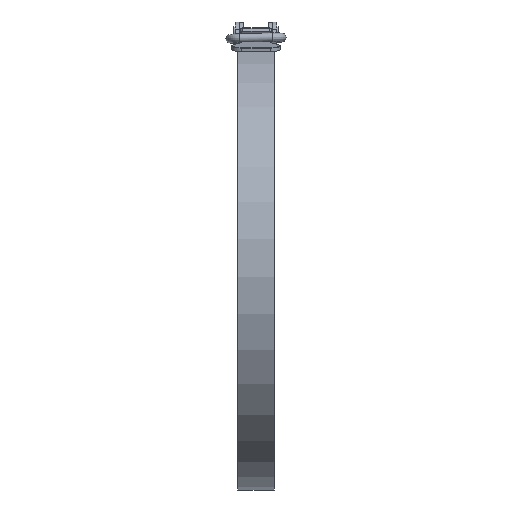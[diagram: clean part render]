
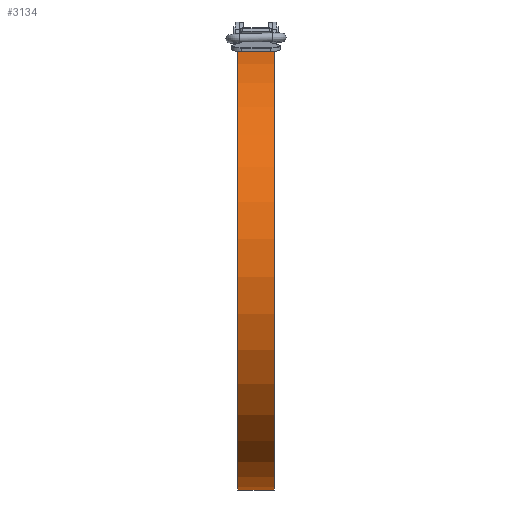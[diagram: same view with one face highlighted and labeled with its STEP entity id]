
A CAD part, left-side view. The second image highlights one B-rep face of the part: STEP entity #3134.
In plain terms, the highlighted cylindrical face has radius 110.8 mm (diameter 221.6 mm), a partial arc.
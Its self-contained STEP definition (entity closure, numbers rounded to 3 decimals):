
#89 = DIRECTION ( 'NONE',  ( 0., -1., 0. ) ) ;
#94 = DIRECTION ( 'NONE',  ( 0., 0., 1. ) ) ;
#366 = ORIENTED_EDGE ( 'NONE', *, *, #727, .F. ) ;
#727 = EDGE_CURVE ( 'NONE', #3307, #5211, #1228, .T. ) ;
#1071 = DIRECTION ( 'NONE',  ( 0., -1., 0. ) ) ;
#1080 = DIRECTION ( 'NONE',  ( 0., -1., 0. ) ) ;
#1120 = CARTESIAN_POINT ( 'NONE',  ( 0., 18., -110.8 ) ) ;
#1228 = CIRCLE ( 'NONE', #5196, 110.8 ) ;
#1435 = CYLINDRICAL_SURFACE ( 'NONE', #5292, 110.8 ) ;
#1551 = EDGE_CURVE ( 'NONE', #3307, #2054, #4815, .T. ) ;
#1839 = EDGE_LOOP ( 'NONE', ( #366, #4961, #2279, #4497 ) ) ;
#1880 = CARTESIAN_POINT ( 'NONE',  ( 0., 18., -110.8 ) ) ;
#1964 = CARTESIAN_POINT ( 'NONE',  ( 0., 18., 0. ) ) ;
#2019 = CARTESIAN_POINT ( 'NONE',  ( -28.23, 18., 107.143 ) ) ;
#2054 = VERTEX_POINT ( 'NONE', #2718 ) ;
#2261 = CIRCLE ( 'NONE', #5642, 110.8 ) ;
#2279 = ORIENTED_EDGE ( 'NONE', *, *, #2402, .T. ) ;
#2402 = EDGE_CURVE ( 'NONE', #2054, #3374, #2261, .T. ) ;
#2718 = CARTESIAN_POINT ( 'NONE',  ( 0., 0., -110.8 ) ) ;
#3134 = ADVANCED_FACE ( 'NONE', ( #4077 ), #1435, .T. ) ;
#3197 = DIRECTION ( 'NONE',  ( 0., 1., 0. ) ) ;
#3214 = EDGE_CURVE ( 'NONE', #5211, #3374, #4874, .T. ) ;
#3241 = CARTESIAN_POINT ( 'NONE',  ( -28.23, 0., 107.143 ) ) ;
#3307 = VERTEX_POINT ( 'NONE', #1120 ) ;
#3336 = CARTESIAN_POINT ( 'NONE',  ( 0., 0., 0. ) ) ;
#3374 = VERTEX_POINT ( 'NONE', #3241 ) ;
#3399 = DIRECTION ( 'NONE',  ( 0., 0., -1. ) ) ;
#3449 = VECTOR ( 'NONE', #1071, 1000. ) ;
#3627 = DIRECTION ( 'NONE',  ( 0., 1., 0. ) ) ;
#4034 = CARTESIAN_POINT ( 'NONE',  ( -28.23, 18., 107.143 ) ) ;
#4077 = FACE_OUTER_BOUND ( 'NONE', #1839, .T. ) ;
#4497 = ORIENTED_EDGE ( 'NONE', *, *, #3214, .F. ) ;
#4735 = VECTOR ( 'NONE', #1080, 1000. ) ;
#4765 = DIRECTION ( 'NONE',  ( 0., 0., 1. ) ) ;
#4815 = LINE ( 'NONE', #1880, #3449 ) ;
#4865 = CARTESIAN_POINT ( 'NONE',  ( 0., 18., 0. ) ) ;
#4874 = LINE ( 'NONE', #2019, #4735 ) ;
#4961 = ORIENTED_EDGE ( 'NONE', *, *, #1551, .T. ) ;
#5196 = AXIS2_PLACEMENT_3D ( 'NONE', #4865, #3627, #94 ) ;
#5211 = VERTEX_POINT ( 'NONE', #4034 ) ;
#5292 = AXIS2_PLACEMENT_3D ( 'NONE', #1964, #89, #3399 ) ;
#5642 = AXIS2_PLACEMENT_3D ( 'NONE', #3336, #3197, #4765 ) ;
